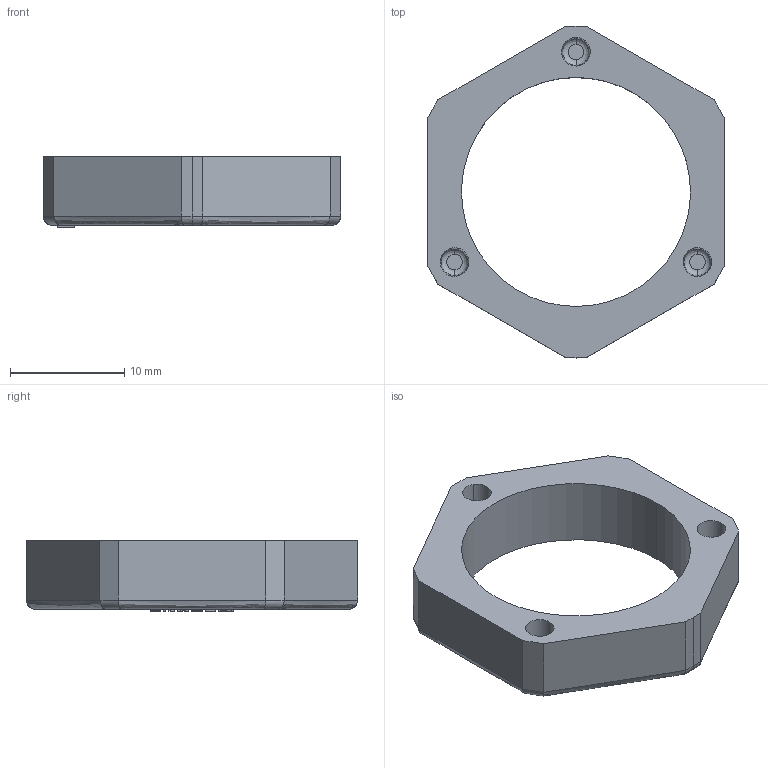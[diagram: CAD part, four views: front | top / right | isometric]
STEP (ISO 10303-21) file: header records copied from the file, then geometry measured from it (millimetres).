
FILE_DESCRIPTION(/* description */ (''),/* implementation_level */ '2;1');
FILE_NAME(/* name */ '2048922',/* time_stamp */ '2014-01-09T11:21:55+01:00',/* author */ (''),/* organization */ (''),/* preprocessor_version */ 'ST-DEVELOPER v15',/* originating_system */ '',/* authorisation */ '');
FILE_SCHEMA (('CONFIG_CONTROL_DESIGN'));
Length unit declared in the file: millimetre
Products named in the file (1): Document
Bounding box: 26 x 29 x 6.2 mm (x, y, z)
Volume: 1536.6 mm3; surface area: 1518.2 mm2
Topology: 1 solids, 1 shells, 256 faces, 715 edges, 472 vertices
Faces by surface type: plane 220, bspline 36
Entity records: 8698 total; most frequent: CARTESIAN_POINT 3882, ORIENTED_EDGE 1430, EDGE_CURVE 715, B_SPLINE_CURVE_WITH_KNOTS 653, VERTEX_POINT 472, EDGE_LOOP 269, ADVANCED_FACE 256, FACE_OUTER_BOUND 256
